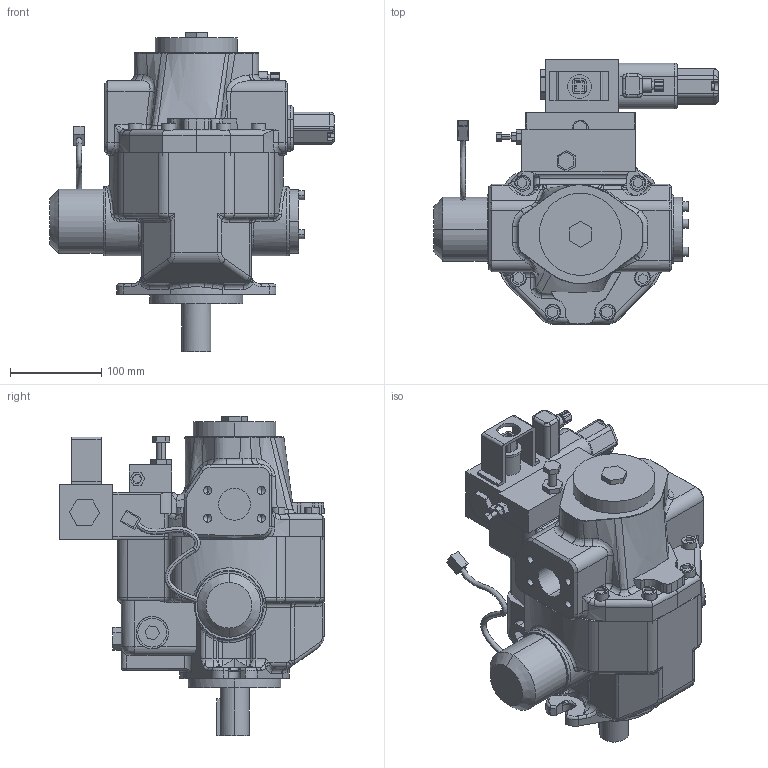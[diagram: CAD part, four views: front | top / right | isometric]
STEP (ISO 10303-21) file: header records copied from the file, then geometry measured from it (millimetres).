
FILE_DESCRIPTION (( 'STEP AP203' ), '1' );
FILE_NAME ('A56FR04E_42_ASSY.STEP', '2022-02-24T08:37:09', ( '' ), ( '' ), 'SwSTEP 2.0', 'SolidWorks 2019', '' );
FILE_SCHEMA (( 'CONFIG_CONTROL_DESIGN' ));
Length unit declared in the file: millimetre
Products named in the file (4): A56-FR04E-02-42; Sensor conneecter; Prop_Valve_A16A22A32A56_rev1; A56FR04E_42_ASSY
Assembly tree (3 placements, depth 2):
  A56FR04E_42_ASSY
    A56-FR04E-02-42
    Prop_Valve_A16A22A32A56_rev1
    Sensor conneecter
Bounding box: 311.5 x 289 x 349 mm (x, y, z)
Volume: 7686021.3 mm3; surface area: 416287.5 mm2
Topology: 13 solids, 13 shells, 1184 faces, 3010 edges, 1881 vertices
Faces by surface type: plane 501, cylinder 388, bspline 155, cone 68, torus 63, sphere 9
Entity records: 62486 total; most frequent: CARTESIAN_POINT 37314, ORIENTED_EDGE 5922, DIRECTION 3799, EDGE_CURVE 2961, VERTEX_POINT 1880, B_SPLINE_CURVE_WITH_KNOTS 1593, AXIS2_PLACEMENT_3D 1430, EDGE_LOOP 1271
